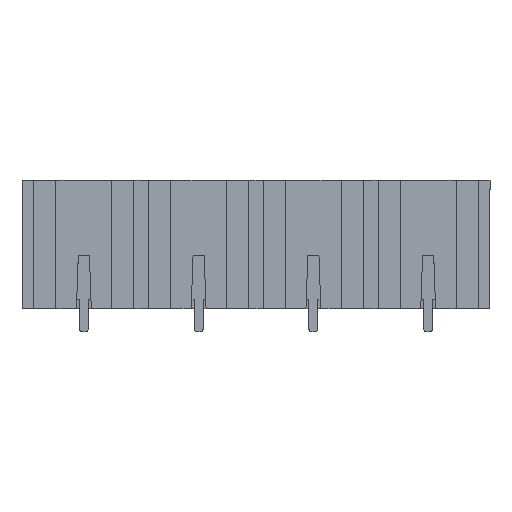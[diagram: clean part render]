
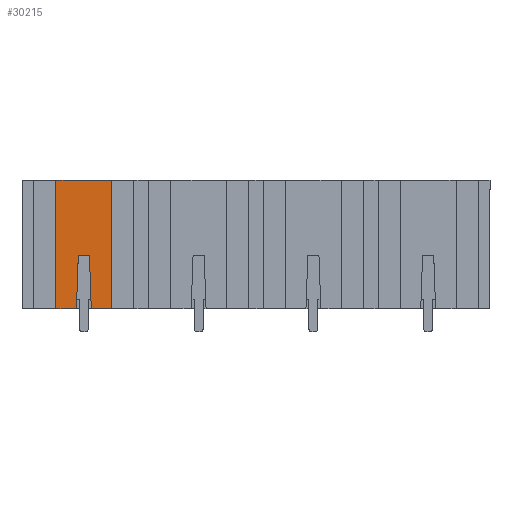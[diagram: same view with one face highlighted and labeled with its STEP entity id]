
A CAD part, left-side view. The second image highlights one B-rep face of the part: STEP entity #30215.
In plain terms, the highlighted planar face has unit normal (-1, 0, 0).
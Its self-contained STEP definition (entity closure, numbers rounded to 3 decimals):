
#60 = ORIENTED_EDGE ( 'NONE', *, *, #14510, .T. ) ;
#105 = CARTESIAN_POINT ( 'NONE',  ( -38.825, 9., 4.7 ) ) ;
#1219 = LINE ( 'NONE', #14007, #37708 ) ;
#1556 = VERTEX_POINT ( 'NONE', #7018 ) ;
#1562 = LINE ( 'NONE', #14356, #10098 ) ;
#1788 = DIRECTION ( 'NONE',  ( -1., 0., 0. ) ) ;
#2400 = DIRECTION ( 'NONE',  ( 0., 0.999, -0.035 ) ) ;
#2930 = ORIENTED_EDGE ( 'NONE', *, *, #10435, .F. ) ;
#3380 = VERTEX_POINT ( 'NONE', #15145 ) ;
#3896 = ORIENTED_EDGE ( 'NONE', *, *, #24141, .F. ) ;
#4954 = FACE_OUTER_BOUND ( 'NONE', #36740, .T. ) ;
#5557 = EDGE_CURVE ( 'NONE', #17980, #7626, #28874, .T. ) ;
#6784 = CARTESIAN_POINT ( 'NONE',  ( -38.825, 0., -4.7 ) ) ;
#7018 = CARTESIAN_POINT ( 'NONE',  ( -38.825, 0., -1.25 ) ) ;
#7144 = ORIENTED_EDGE ( 'NONE', *, *, #11664, .T. ) ;
#7467 = ORIENTED_EDGE ( 'NONE', *, *, #5557, .T. ) ;
#7538 = VECTOR ( 'NONE', #2400, 1000. ) ;
#7626 = VERTEX_POINT ( 'NONE', #15502 ) ;
#8910 = VECTOR ( 'NONE', #22803, 1000. ) ;
#10017 = CARTESIAN_POINT ( 'NONE',  ( -38.825, 0., 4.7 ) ) ;
#10098 = VECTOR ( 'NONE', #27173, 1000. ) ;
#10435 = EDGE_CURVE ( 'NONE', #1556, #11067, #1562, .T. ) ;
#10595 = ORIENTED_EDGE ( 'NONE', *, *, #27869, .F. ) ;
#11067 = VERTEX_POINT ( 'NONE', #6784 ) ;
#11664 = EDGE_CURVE ( 'NONE', #28203, #3380, #1219, .T. ) ;
#11897 = ORIENTED_EDGE ( 'NONE', *, *, #28734, .F. ) ;
#12868 = ORIENTED_EDGE ( 'NONE', *, *, #13381, .F. ) ;
#12897 = DIRECTION ( 'NONE',  ( 0., 0., 1. ) ) ;
#12942 = VECTOR ( 'NONE', #12897, 1000. ) ;
#13381 = EDGE_CURVE ( 'NONE', #28203, #34636, #15289, .T. ) ;
#14007 = CARTESIAN_POINT ( 'NONE',  ( -38.825, 21.65, 4.7 ) ) ;
#14119 = VERTEX_POINT ( 'NONE', #26119 ) ;
#14356 = CARTESIAN_POINT ( 'NONE',  ( -38.825, 0., 4.7 ) ) ;
#14496 = LINE ( 'NONE', #27320, #38482 ) ;
#14510 = EDGE_CURVE ( 'NONE', #3380, #11067, #14496, .T. ) ;
#14577 = DIRECTION ( 'NONE',  ( 0., -1., 0. ) ) ;
#15145 = CARTESIAN_POINT ( 'NONE',  ( -38.825, 21.65, -4.7 ) ) ;
#15289 = LINE ( 'NONE', #28095, #24884 ) ;
#15502 = CARTESIAN_POINT ( 'NONE',  ( -38.825, 9., 0.936 ) ) ;
#17728 = PLANE ( 'NONE',  #25616 ) ;
#17980 = VERTEX_POINT ( 'NONE', #30119 ) ;
#18337 = LINE ( 'NONE', #31191, #7538 ) ;
#21770 = CARTESIAN_POINT ( 'NONE',  ( -38.825, 21.831, -0.488 ) ) ;
#22705 = CARTESIAN_POINT ( 'NONE',  ( -38.825, 21.65, 4.7 ) ) ;
#22803 = DIRECTION ( 'NONE',  ( 0., 0., -1. ) ) ;
#24141 = EDGE_CURVE ( 'NONE', #14119, #7626, #18337, .T. ) ;
#24884 = VECTOR ( 'NONE', #40977, 1000. ) ;
#25616 = AXIS2_PLACEMENT_3D ( 'NONE', #30569, #1788, #14577 ) ;
#26119 = CARTESIAN_POINT ( 'NONE',  ( -38.825, 0., 1.25 ) ) ;
#26823 = DIRECTION ( 'NONE',  ( 0., 0., -1. ) ) ;
#27173 = DIRECTION ( 'NONE',  ( 0., 0., -1. ) ) ;
#27320 = CARTESIAN_POINT ( 'NONE',  ( -38.825, 21.65, -4.7 ) ) ;
#27869 = EDGE_CURVE ( 'NONE', #34636, #14119, #38838, .T. ) ;
#28095 = CARTESIAN_POINT ( 'NONE',  ( -38.825, 21.65, 4.7 ) ) ;
#28203 = VERTEX_POINT ( 'NONE', #22705 ) ;
#28734 = EDGE_CURVE ( 'NONE', #17980, #1556, #40978, .T. ) ;
#28874 = LINE ( 'NONE', #105, #12942 ) ;
#30119 = CARTESIAN_POINT ( 'NONE',  ( -38.825, 9., -0.936 ) ) ;
#30215 = ADVANCED_FACE ( 'NONE', ( #4954 ), #17728, .T. ) ;
#30569 = CARTESIAN_POINT ( 'NONE',  ( -38.825, 21.65, 4.7 ) ) ;
#31191 = CARTESIAN_POINT ( 'NONE',  ( -38.825, 21.503, 0.499 ) ) ;
#34636 = VERTEX_POINT ( 'NONE', #38065 ) ;
#34676 = DIRECTION ( 'NONE',  ( 0., -0.999, -0.035 ) ) ;
#35769 = VECTOR ( 'NONE', #34676, 1000. ) ;
#36740 = EDGE_LOOP ( 'NONE', ( #11897, #7467, #3896, #10595, #12868, #7144, #60, #2930 ) ) ;
#37708 = VECTOR ( 'NONE', #26823, 1000. ) ;
#38065 = CARTESIAN_POINT ( 'NONE',  ( -38.825, 0., 4.7 ) ) ;
#38482 = VECTOR ( 'NONE', #40193, 1000. ) ;
#38838 = LINE ( 'NONE', #10017, #8910 ) ;
#40193 = DIRECTION ( 'NONE',  ( 0., -1., 0. ) ) ;
#40977 = DIRECTION ( 'NONE',  ( 0., -1., 0. ) ) ;
#40978 = LINE ( 'NONE', #21770, #35769 ) ;
